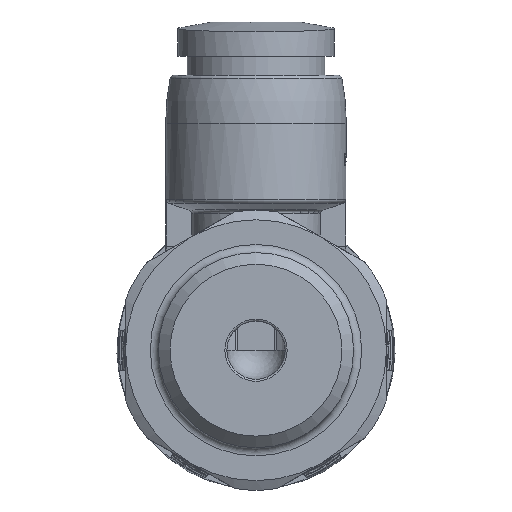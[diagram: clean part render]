
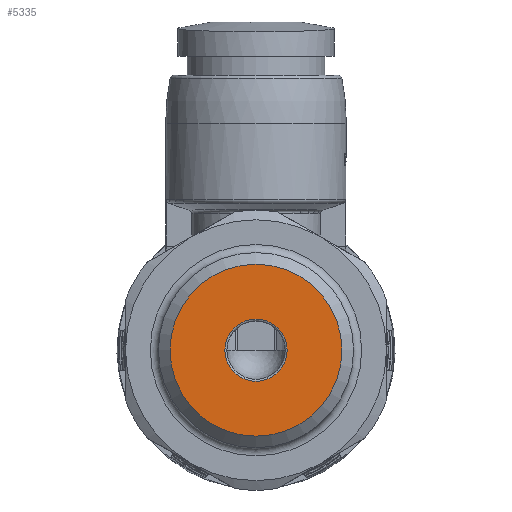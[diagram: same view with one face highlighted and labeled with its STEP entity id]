
A CAD part, front view. The second image highlights one B-rep face of the part: STEP entity #5335.
In plain terms, the highlighted planar face has unit normal (0, -1, 0).
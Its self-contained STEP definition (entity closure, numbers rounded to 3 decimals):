
#457=CIRCLE('',#5737,4.283);
#458=CIRCLE('',#5739,1.55);
#1026=ORIENTED_EDGE('',*,*,#2048,.F.);
#1027=ORIENTED_EDGE('',*,*,#2047,.T.);
#2047=EDGE_CURVE('',#2534,#2534,#457,.T.);
#2048=EDGE_CURVE('',#2535,#2535,#458,.T.);
#2534=VERTEX_POINT('',#8246);
#2535=VERTEX_POINT('',#8249);
#3163=EDGE_LOOP('',(#1026));
#3164=EDGE_LOOP('',(#1027));
#3423=FACE_BOUND('',#3163,.T.);
#3424=FACE_BOUND('',#3164,.T.);
#3598=PLANE('',#5738);
#5335=ADVANCED_FACE('',(#3423,#3424),#3598,.F.);
#5737=AXIS2_PLACEMENT_3D('',#8245,#6523,#6524);
#5738=AXIS2_PLACEMENT_3D('',#8247,#6525,#6526);
#5739=AXIS2_PLACEMENT_3D('',#8248,#6527,#6528);
#6523=DIRECTION('',(0.,-1.,0.));
#6524=DIRECTION('',(0.,0.,-1.));
#6525=DIRECTION('',(0.,1.,0.));
#6526=DIRECTION('',(0.,0.,1.));
#6527=DIRECTION('',(0.,-1.,0.));
#6528=DIRECTION('',(0.,0.,-1.));
#8245=CARTESIAN_POINT('',(0.,0.,0.));
#8246=CARTESIAN_POINT('',(0.,0.,-4.283));
#8247=CARTESIAN_POINT('',(0.,0.,-4.283));
#8248=CARTESIAN_POINT('',(0.,0.,0.));
#8249=CARTESIAN_POINT('',(0.,0.,-1.55));
